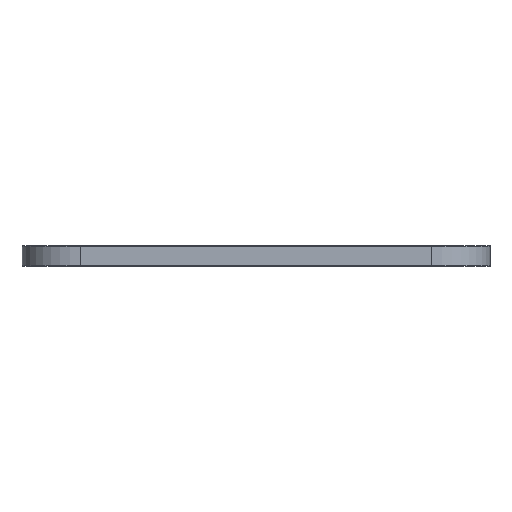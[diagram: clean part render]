
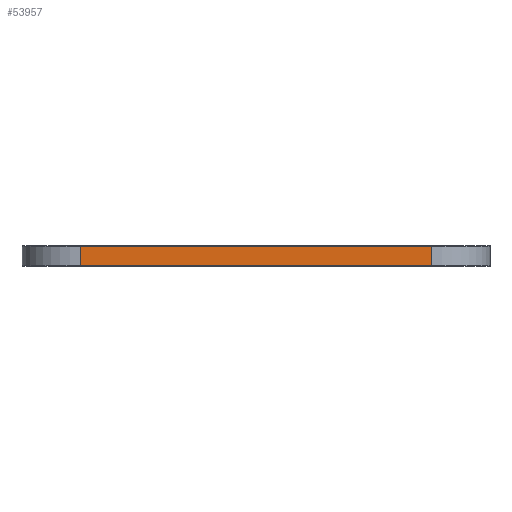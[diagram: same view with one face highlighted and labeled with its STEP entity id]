
A CAD part, left-side view. The second image highlights one B-rep face of the part: STEP entity #53957.
In plain terms, the highlighted planar face has unit normal (-1, 0, 0).
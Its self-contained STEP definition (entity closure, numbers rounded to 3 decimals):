
#53470 = VERTEX_POINT('',#53471);
#53471 = CARTESIAN_POINT('',(-35.75,21.,0.));
#53478 = EDGE_CURVE('',#53479,#53470,#53481,.T.);
#53479 = VERTEX_POINT('',#53480);
#53480 = CARTESIAN_POINT('',(-35.75,3.,0.));
#53481 = LINE('',#53482,#53483);
#53482 = CARTESIAN_POINT('',(-35.75,3.,0.));
#53483 = VECTOR('',#53484,1.);
#53484 = DIRECTION('',(0.,1.,0.));
#53700 = VERTEX_POINT('',#53701);
#53701 = CARTESIAN_POINT('',(-35.75,21.,1.));
#53708 = EDGE_CURVE('',#53709,#53700,#53711,.T.);
#53709 = VERTEX_POINT('',#53710);
#53710 = CARTESIAN_POINT('',(-35.75,3.,1.));
#53711 = LINE('',#53712,#53713);
#53712 = CARTESIAN_POINT('',(-35.75,3.,1.));
#53713 = VECTOR('',#53714,1.);
#53714 = DIRECTION('',(0.,1.,0.));
#53927 = EDGE_CURVE('',#53470,#53700,#53928,.T.);
#53928 = LINE('',#53929,#53930);
#53929 = CARTESIAN_POINT('',(-35.75,21.,0.));
#53930 = VECTOR('',#53931,1.);
#53931 = DIRECTION('',(0.,0.,1.));
#53957 = ADVANCED_FACE('',(#53958),#53969,.T.);
#53958 = FACE_BOUND('',#53959,.T.);
#53959 = EDGE_LOOP('',(#53960,#53966,#53967,#53968));
#53960 = ORIENTED_EDGE('',*,*,#53961,.T.);
#53961 = EDGE_CURVE('',#53479,#53709,#53962,.T.);
#53962 = LINE('',#53963,#53964);
#53963 = CARTESIAN_POINT('',(-35.75,3.,0.));
#53964 = VECTOR('',#53965,1.);
#53965 = DIRECTION('',(0.,0.,1.));
#53966 = ORIENTED_EDGE('',*,*,#53708,.T.);
#53967 = ORIENTED_EDGE('',*,*,#53927,.F.);
#53968 = ORIENTED_EDGE('',*,*,#53478,.F.);
#53969 = PLANE('',#53970);
#53970 = AXIS2_PLACEMENT_3D('',#53971,#53972,#53973);
#53971 = CARTESIAN_POINT('',(-35.75,3.,0.));
#53972 = DIRECTION('',(-1.,0.,0.));
#53973 = DIRECTION('',(0.,1.,0.));
